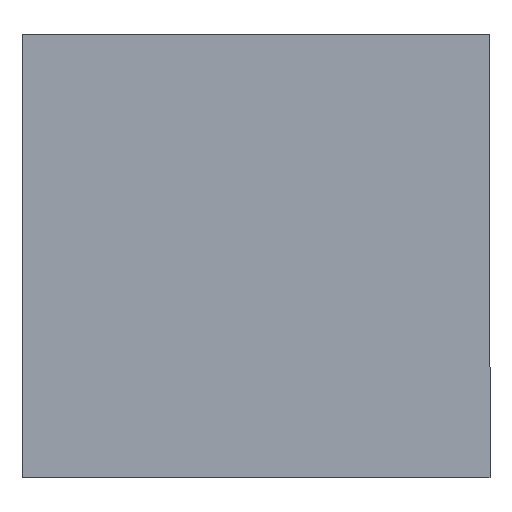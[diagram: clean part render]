
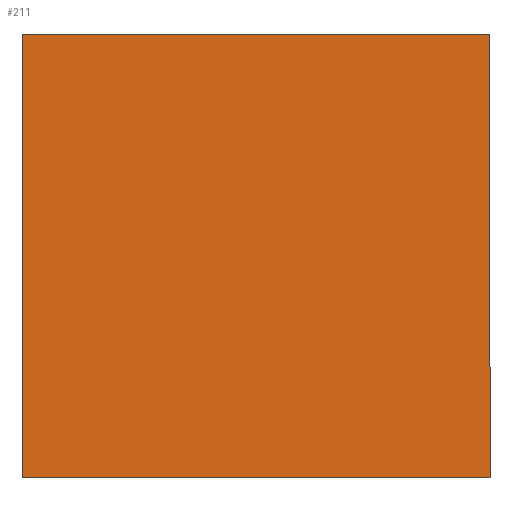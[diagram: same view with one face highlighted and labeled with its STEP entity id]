
A CAD part, top view. The second image highlights one B-rep face of the part: STEP entity #211.
In plain terms, the highlighted planar face has unit normal (0, 0, 1).
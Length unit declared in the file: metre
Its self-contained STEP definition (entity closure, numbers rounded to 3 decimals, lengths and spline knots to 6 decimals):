
#3 = CARTESIAN_POINT ( 'NONE',  ( -0.00285, 0.0027, 0.0025 ) ) ;
#19 = EDGE_CURVE ( 'NONE', #180, #125, #116, .T. ) ;
#22 = LINE ( 'NONE', #81, #170 ) ;
#27 = CARTESIAN_POINT ( 'NONE',  ( -0.00265, -0.0027, 0.0025 ) ) ;
#29 = VERTEX_POINT ( 'NONE', #186 ) ;
#40 = DIRECTION ( 'NONE',  ( 1., 0., 0. ) ) ;
#41 = CARTESIAN_POINT ( 'NONE',  ( 0.00285, 0.0027, 0.0025 ) ) ;
#52 = CARTESIAN_POINT ( 'NONE',  ( 0.00285, 0.0027, 0.0025 ) ) ;
#63 = DIRECTION ( 'NONE',  ( -1., 0., 0. ) ) ;
#64 = DIRECTION ( 'NONE',  ( 0., 1., 0. ) ) ;
#65 = VECTOR ( 'NONE', #64, 1. ) ;
#69 = EDGE_CURVE ( 'NONE', #180, #220, #22, .T. ) ;
#73 = EDGE_CURVE ( 'NONE', #29, #220, #194, .T. ) ;
#81 = CARTESIAN_POINT ( 'NONE',  ( -0.00265, 0.0027, 0.0025 ) ) ;
#99 = DIRECTION ( 'NONE',  ( 0., 0., -1. ) ) ;
#103 = ORIENTED_EDGE ( 'NONE', *, *, #19, .F. ) ;
#116 = LINE ( 'NONE', #52, #119 ) ;
#119 = VECTOR ( 'NONE', #128, 1. ) ;
#121 = AXIS2_PLACEMENT_3D ( 'NONE', #129, #99, #63 ) ;
#125 = VERTEX_POINT ( 'NONE', #156 ) ;
#128 = DIRECTION ( 'NONE',  ( 0., -1., 0. ) ) ;
#129 = CARTESIAN_POINT ( 'NONE',  ( 0., 0., 0.0025 ) ) ;
#131 = ORIENTED_EDGE ( 'NONE', *, *, #69, .T. ) ;
#138 = VECTOR ( 'NONE', #40, 1. ) ;
#141 = EDGE_CURVE ( 'NONE', #29, #125, #236, .T. ) ;
#149 = ORIENTED_EDGE ( 'NONE', *, *, #141, .T. ) ;
#153 = EDGE_LOOP ( 'NONE', ( #149, #103, #131, #218 ) ) ;
#154 = CARTESIAN_POINT ( 'NONE',  ( -0.00285, 0.0027, 0.0025 ) ) ;
#156 = CARTESIAN_POINT ( 'NONE',  ( 0.00285, -0.0027, 0.0025 ) ) ;
#170 = VECTOR ( 'NONE', #175, 1. ) ;
#172 = PLANE ( 'NONE',  #121 ) ;
#175 = DIRECTION ( 'NONE',  ( -1., 0., 0. ) ) ;
#180 = VERTEX_POINT ( 'NONE', #41 ) ;
#186 = CARTESIAN_POINT ( 'NONE',  ( -0.00285, -0.0027, 0.0025 ) ) ;
#194 = LINE ( 'NONE', #154, #65 ) ;
#198 = FACE_OUTER_BOUND ( 'NONE', #153, .T. ) ;
#211 = ADVANCED_FACE ( 'NONE', ( #198 ), #172, .F. ) ;
#218 = ORIENTED_EDGE ( 'NONE', *, *, #73, .F. ) ;
#220 = VERTEX_POINT ( 'NONE', #3 ) ;
#236 = LINE ( 'NONE', #27, #138 ) ;
